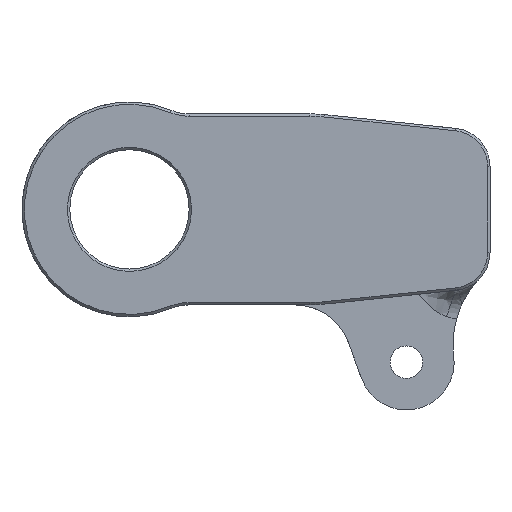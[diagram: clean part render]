
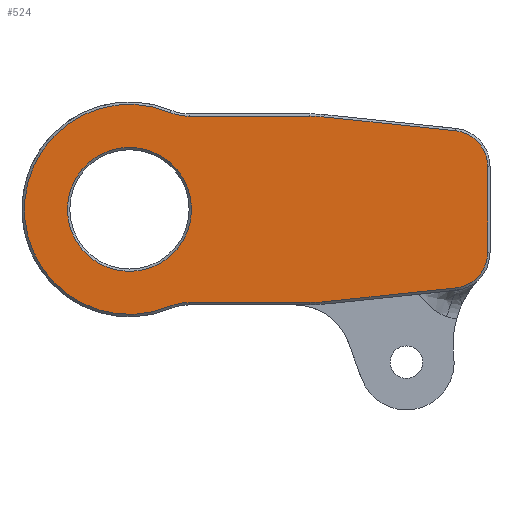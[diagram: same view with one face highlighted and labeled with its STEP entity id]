
A CAD part, front view. The second image highlights one B-rep face of the part: STEP entity #524.
In plain terms, the highlighted planar face has unit normal (0, -1, 0).
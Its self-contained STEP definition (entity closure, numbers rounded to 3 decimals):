
#524=ADVANCED_FACE('',(#1058,#1059),#1060,.F.);
#1058=FACE_BOUND('',#1811,.T.);
#1059=FACE_OUTER_BOUND('',#1812,.T.);
#1060=PLANE('',#1813);
#1811=EDGE_LOOP('',(#3349));
#1812=EDGE_LOOP('',(#3350,#3351,#3352,#3353,#3354,#3355,#3356,#3357,#3358,#3359,#3360,#3361));
#1813=AXIS2_PLACEMENT_3D('',#3362,#3363,#3364);
#3349=ORIENTED_EDGE('',*,*,#3936,.F.);
#3350=ORIENTED_EDGE('',*,*,#3438,.F.);
#3351=ORIENTED_EDGE('',*,*,#4005,.F.);
#3352=ORIENTED_EDGE('',*,*,#3688,.F.);
#3353=ORIENTED_EDGE('',*,*,#3790,.F.);
#3354=ORIENTED_EDGE('',*,*,#3990,.F.);
#3355=ORIENTED_EDGE('',*,*,#3781,.F.);
#3356=ORIENTED_EDGE('',*,*,#3973,.F.);
#3357=ORIENTED_EDGE('',*,*,#3891,.F.);
#3358=ORIENTED_EDGE('',*,*,#4001,.F.);
#3359=ORIENTED_EDGE('',*,*,#4019,.F.);
#3360=ORIENTED_EDGE('',*,*,#3852,.F.);
#3361=ORIENTED_EDGE('',*,*,#4012,.F.);
#3362=CARTESIAN_POINT('',(24.0,48.0,25.0));
#3363=DIRECTION('',(0.,1.0,0.0));
#3364=DIRECTION('',(1.0,0.,0.0));
#3438=EDGE_CURVE('',#4077,#4080,#4081,.T.);
#3688=EDGE_CURVE('',#4537,#4540,#4541,.T.);
#3781=EDGE_CURVE('',#4665,#4663,#4667,.T.);
#3790=EDGE_CURVE('',#4676,#4537,#4679,.T.);
#3852=EDGE_CURVE('',#4758,#4755,#4760,.T.);
#3891=EDGE_CURVE('',#4810,#4808,#4812,.T.);
#3936=EDGE_CURVE('',#4867,#4867,#4868,.T.);
#3973=EDGE_CURVE('',#4808,#4665,#4906,.T.);
#3990=EDGE_CURVE('',#4663,#4676,#4923,.T.);
#4001=EDGE_CURVE('',#4933,#4810,#4935,.T.);
#4005=EDGE_CURVE('',#4540,#4077,#4939,.T.);
#4012=EDGE_CURVE('',#4080,#4758,#4946,.T.);
#4019=EDGE_CURVE('',#4755,#4933,#4953,.T.);
#4077=VERTEX_POINT('',#5044);
#4080=VERTEX_POINT('',#5048);
#4081=CIRCLE('',#5049,22.0);
#4537=VERTEX_POINT('',#5898);
#4540=VERTEX_POINT('',#5902);
#4541=LINE('',#5903,#5904);
#4663=VERTEX_POINT('',#6070);
#4665=VERTEX_POINT('',#6073);
#4667=CIRCLE('',#6076,7.5);
#4676=VERTEX_POINT('',#6089);
#4679=CIRCLE('',#6093,29.5);
#4755=VERTEX_POINT('',#6205);
#4758=VERTEX_POINT('',#6210);
#4760=LINE('',#6213,#6214);
#4808=VERTEX_POINT('',#6283);
#4810=VERTEX_POINT('',#6286);
#4812=CIRCLE('',#6289,7.5);
#4867=VERTEX_POINT('',#6365);
#4868=CIRCLE('',#6366,13.0);
#4906=LINE('',#6419,#6420);
#4923=LINE('',#6443,#6444);
#4933=VERTEX_POINT('',#6455);
#4935=LINE('',#6458,#6459);
#4939=CIRCLE('',#6463,10.5);
#4946=CIRCLE('',#6471,10.5);
#4953=CIRCLE('',#6478,29.5);
#5044=CARTESIAN_POINT('',(8.462,48.0,-20.308));
#5048=CARTESIAN_POINT('',(8.462,48.0,20.308));
#5049=AXIS2_PLACEMENT_3D('',#6520,#6521,#6522);
#5898=CARTESIAN_POINT('',(37.804,48.0,-19.5));
#5902=CARTESIAN_POINT('',(12.5,48.0,-19.5));
#5903=CARTESIAN_POINT('',(12.5,48.0,-19.5));
#5904=VECTOR('',#6805,1.0);
#6070=CARTESIAN_POINT('',(68.284,48.0,-16.459));
#6073=CARTESIAN_POINT('',(75.0,48.0,-9.0));
#6076=AXIS2_PLACEMENT_3D('',#6906,#6907,#6908);
#6089=CARTESIAN_POINT('',(40.888,48.0,-19.338));
#6093=AXIS2_PLACEMENT_3D('',#6914,#6915,#6916);
#6205=CARTESIAN_POINT('',(37.804,48.0,19.5));
#6210=CARTESIAN_POINT('',(12.5,48.0,19.5));
#6213=CARTESIAN_POINT('',(37.804,48.0,19.5));
#6214=VECTOR('',#6977,1.0);
#6283=CARTESIAN_POINT('',(75.0,48.0,9.0));
#6286=CARTESIAN_POINT('',(68.284,48.0,16.459));
#6289=AXIS2_PLACEMENT_3D('',#7007,#7008,#7009);
#6365=CARTESIAN_POINT('',(13.0,48.0,0.0));
#6366=AXIS2_PLACEMENT_3D('',#7052,#7053,#7054);
#6419=CARTESIAN_POINT('',(75.0,48.0,25.0));
#6420=VECTOR('',#7077,1.0);
#6443=CARTESIAN_POINT('',(40.888,48.0,-19.338));
#6444=VECTOR('',#7084,1.0);
#6455=CARTESIAN_POINT('',(40.888,48.0,19.338));
#6458=CARTESIAN_POINT('',(68.284,48.0,16.459));
#6459=VECTOR('',#7087,1.0);
#6463=AXIS2_PLACEMENT_3D('',#7088,#7089,#7090);
#6471=AXIS2_PLACEMENT_3D('',#7092,#7093,#7094);
#6478=AXIS2_PLACEMENT_3D('',#7098,#7099,#7100);
#6520=CARTESIAN_POINT('',(0.0,48.0,0.));
#6521=DIRECTION('',(0.,1.0,0.0));
#6522=DIRECTION('',(1.0,0.,0.0));
#6805=DIRECTION('',(-1.0,0.,0.0));
#6906=CARTESIAN_POINT('',(67.5,48.0,-9.0));
#6907=DIRECTION('',(0.,1.0,0.0));
#6908=DIRECTION('',(1.0,0.,0.0));
#6914=CARTESIAN_POINT('',(37.804,48.0,10.0));
#6915=DIRECTION('',(0.,1.0,0.0));
#6916=DIRECTION('',(1.0,0.,0.0));
#6977=DIRECTION('',(1.0,0.,0.0));
#7007=CARTESIAN_POINT('',(67.5,48.0,9.0));
#7008=DIRECTION('',(0.,1.0,0.0));
#7009=DIRECTION('',(1.0,0.,0.0));
#7052=CARTESIAN_POINT('',(0.0,48.0,0.0));
#7053=DIRECTION('',(0.,-1.0,0.0));
#7054=DIRECTION('',(1.0,0.,0.0));
#7077=DIRECTION('',(0.0,0.0,-1.0));
#7084=DIRECTION('',(-0.995,0.,-0.105));
#7087=DIRECTION('',(0.995,0.,-0.105));
#7088=CARTESIAN_POINT('',(12.5,48.0,-30.0));
#7089=DIRECTION('',(0.,-1.0,0.0));
#7090=DIRECTION('',(1.0,0.,0.0));
#7092=CARTESIAN_POINT('',(12.5,48.0,30.0));
#7093=DIRECTION('',(0.,-1.0,0.0));
#7094=DIRECTION('',(1.0,0.,0.0));
#7098=CARTESIAN_POINT('',(37.804,48.0,-10.0));
#7099=DIRECTION('',(0.,1.0,0.0));
#7100=DIRECTION('',(1.0,0.,0.0));
